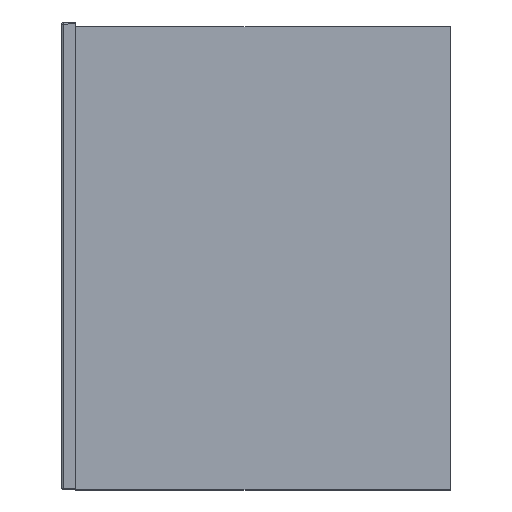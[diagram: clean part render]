
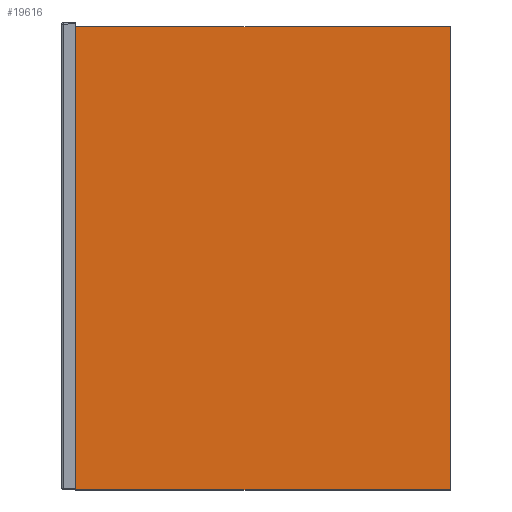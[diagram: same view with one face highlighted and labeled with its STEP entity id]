
A CAD part, left-side view. The second image highlights one B-rep face of the part: STEP entity #19616.
In plain terms, the highlighted face is planar.
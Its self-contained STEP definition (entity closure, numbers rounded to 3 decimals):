
#844 = FACE_OUTER_BOUND ( 'NONE', #16069, .T. ) ;
#1102 = AXIS2_PLACEMENT_3D ( 'NONE', #10226, #19203, #17145 ) ;
#2927 = EDGE_CURVE ( 'NONE', #7908, #12718, #20023, .T. ) ;
#3708 = CARTESIAN_POINT ( 'NONE',  ( -247.5, 200., 33. ) ) ;
#3850 = CARTESIAN_POINT ( 'NONE',  ( 247.5, -200., 33. ) ) ;
#4857 = LINE ( 'NONE', #11569, #21646 ) ;
#6093 = CARTESIAN_POINT ( 'NONE',  ( -247.5, -200., 33. ) ) ;
#6626 = VERTEX_POINT ( 'NONE', #14228 ) ;
#7064 = DIRECTION ( 'NONE',  ( 0., 1., 0. ) ) ;
#7748 = LINE ( 'NONE', #6093, #15364 ) ;
#7827 = ORIENTED_EDGE ( 'NONE', *, *, #19055, .T. ) ;
#7908 = VERTEX_POINT ( 'NONE', #3708 ) ;
#8074 = ORIENTED_EDGE ( 'NONE', *, *, #9275, .T. ) ;
#9275 = EDGE_CURVE ( 'NONE', #12718, #15762, #7748, .T. ) ;
#10226 = CARTESIAN_POINT ( 'NONE',  ( 0., 0., 33. ) ) ;
#10886 = ORIENTED_EDGE ( 'NONE', *, *, #13844, .T. ) ;
#11569 = CARTESIAN_POINT ( 'NONE',  ( -247.5, 200., 33. ) ) ;
#11880 = PLANE ( 'NONE',  #1102 ) ;
#12086 = CARTESIAN_POINT ( 'NONE',  ( -247.5, 200., 33. ) ) ;
#12718 = VERTEX_POINT ( 'NONE', #17747 ) ;
#12802 = DIRECTION ( 'NONE',  ( 1., 0., 0. ) ) ;
#13655 = CARTESIAN_POINT ( 'NONE',  ( 247.5, 200., 33. ) ) ;
#13844 = EDGE_CURVE ( 'NONE', #6626, #7908, #4857, .T. ) ;
#14228 = CARTESIAN_POINT ( 'NONE',  ( 247.5, 200., 33. ) ) ;
#15364 = VECTOR ( 'NONE', #12802, 1000. ) ;
#15762 = VERTEX_POINT ( 'NONE', #3850 ) ;
#16069 = EDGE_LOOP ( 'NONE', ( #7827, #10886, #20065, #8074 ) ) ;
#17028 = DIRECTION ( 'NONE',  ( 0., -1., 0. ) ) ;
#17145 = DIRECTION ( 'NONE',  ( 1., 0., 0. ) ) ;
#17379 = LINE ( 'NONE', #13655, #19692 ) ;
#17747 = CARTESIAN_POINT ( 'NONE',  ( -247.5, -200., 33. ) ) ;
#18270 = DIRECTION ( 'NONE',  ( -1., 0., 0. ) ) ;
#19055 = EDGE_CURVE ( 'NONE', #15762, #6626, #17379, .T. ) ;
#19203 = DIRECTION ( 'NONE',  ( 0., 0., -1. ) ) ;
#19616 = ADVANCED_FACE ( 'NONE', ( #844 ), #11880, .F. ) ;
#19692 = VECTOR ( 'NONE', #7064, 1000. ) ;
#20023 = LINE ( 'NONE', #12086, #21614 ) ;
#20065 = ORIENTED_EDGE ( 'NONE', *, *, #2927, .T. ) ;
#21614 = VECTOR ( 'NONE', #17028, 1000. ) ;
#21646 = VECTOR ( 'NONE', #18270, 1000. ) ;
